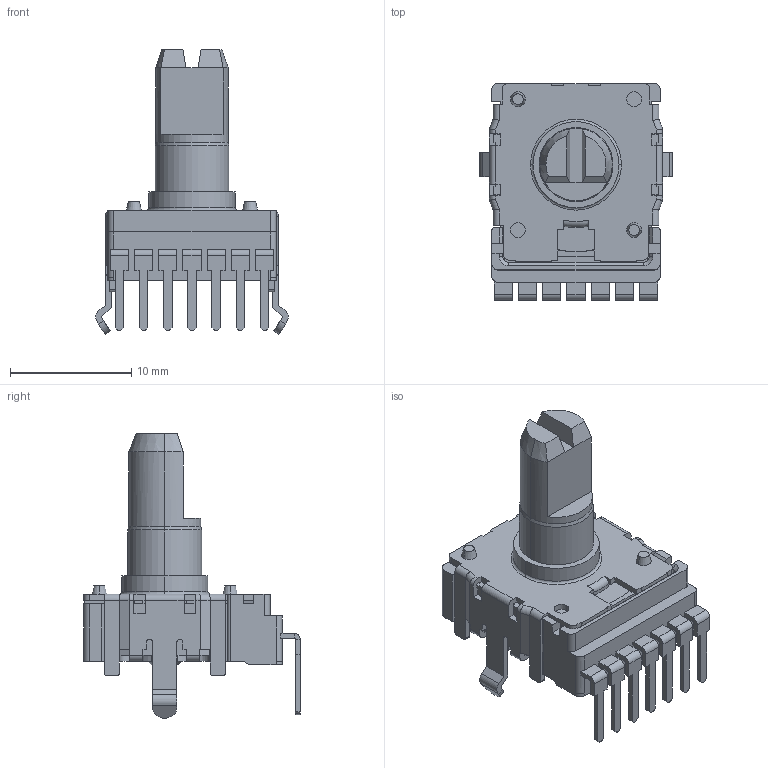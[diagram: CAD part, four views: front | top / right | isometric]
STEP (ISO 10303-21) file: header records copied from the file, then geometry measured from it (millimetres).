
FILE_DESCRIPTION (( 'STEP AP214' ), '1' );
FILE_NAME ('RK14K12C0A1S.STEP', '2012-03-05T04:17:54', ( '' ), ( '' ), 'SwSTEP 2.0', 'SolidWorks 2010', '' );
FILE_SCHEMA (( 'AUTOMOTIVE_DESIGN' ));
Length unit declared in the file: millimetre
Products named in the file (1): RK14K12C0A1S
Bounding box: 15.9 x 17.9 x 23.51 mm (x, y, z)
Volume: 1561 mm3; surface area: 1646.5 mm2
Topology: 1 solids, 1 shells, 555 faces, 1529 edges, 971 vertices
Faces by surface type: plane 412, cylinder 127, cone 13, torus 3
Entity records: 23538 total; most frequent: CARTESIAN_POINT 3126, ORIENTED_EDGE 3058, DIRECTION 2889, EDGE_CURVE 1529, VECTOR 1237, LINE 1237, VERTEX_POINT 971, AXIS2_PLACEMENT_3D 826
